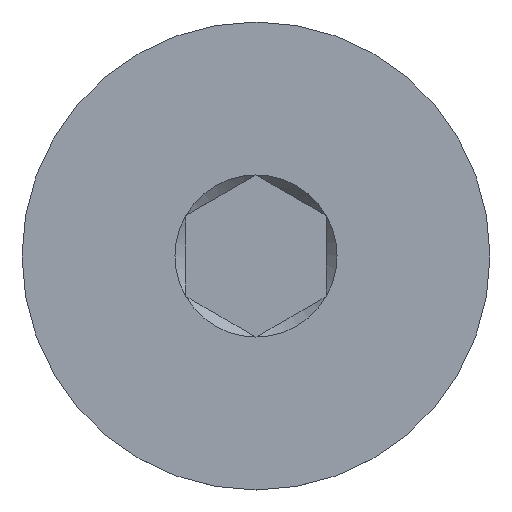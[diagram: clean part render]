
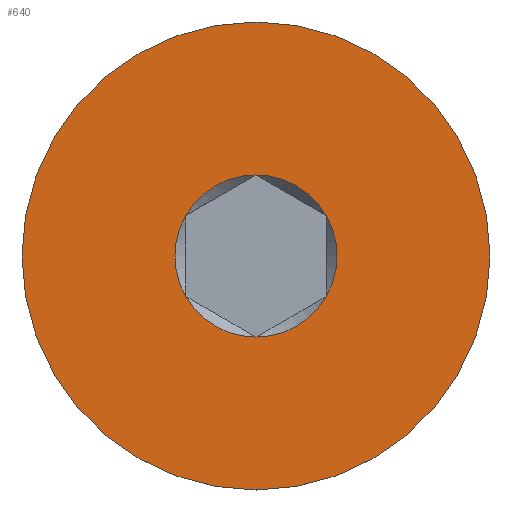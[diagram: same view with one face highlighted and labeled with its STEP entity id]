
A CAD part, top view. The second image highlights one B-rep face of the part: STEP entity #640.
In plain terms, the highlighted planar face has unit normal (0, 0, 1).
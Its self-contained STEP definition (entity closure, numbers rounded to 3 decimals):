
#17=FACE_BOUND('',#123,.T.);
#18=PLANE('',#712);
#83=FACE_OUTER_BOUND('',#122,.T.);
#122=EDGE_LOOP('',(#500,#501));
#123=EDGE_LOOP('',(#502,#503,#504,#505,#506,#507));
#148=CIRCLE('',#704,0.866);
#149=CIRCLE('',#706,2.5);
#150=CIRCLE('',#707,2.5);
#154=CIRCLE('',#713,0.866);
#155=CIRCLE('',#714,0.866);
#156=CIRCLE('',#715,0.866);
#157=CIRCLE('',#716,0.866);
#158=CIRCLE('',#717,0.866);
#287=VERTEX_POINT('',#2584);
#288=VERTEX_POINT('',#2585);
#289=VERTEX_POINT('',#2591);
#290=VERTEX_POINT('',#2592);
#296=VERTEX_POINT('',#2724);
#297=VERTEX_POINT('',#2726);
#298=VERTEX_POINT('',#2728);
#299=VERTEX_POINT('',#2730);
#368=EDGE_CURVE('',#287,#288,#148,.T.);
#369=EDGE_CURVE('',#289,#290,#149,.T.);
#370=EDGE_CURVE('',#290,#289,#150,.T.);
#379=EDGE_CURVE('',#288,#296,#154,.T.);
#380=EDGE_CURVE('',#296,#297,#155,.T.);
#381=EDGE_CURVE('',#297,#298,#156,.T.);
#382=EDGE_CURVE('',#298,#299,#157,.T.);
#383=EDGE_CURVE('',#299,#287,#158,.T.);
#500=ORIENTED_EDGE('',*,*,#369,.T.);
#501=ORIENTED_EDGE('',*,*,#370,.T.);
#502=ORIENTED_EDGE('',*,*,#379,.T.);
#503=ORIENTED_EDGE('',*,*,#380,.T.);
#504=ORIENTED_EDGE('',*,*,#381,.T.);
#505=ORIENTED_EDGE('',*,*,#382,.T.);
#506=ORIENTED_EDGE('',*,*,#383,.T.);
#507=ORIENTED_EDGE('',*,*,#368,.T.);
#640=ADVANCED_FACE('',(#83,#17),#18,.F.);
#704=AXIS2_PLACEMENT_3D('',#2589,#804,#805);
#706=AXIS2_PLACEMENT_3D('',#2593,#808,#809);
#707=AXIS2_PLACEMENT_3D('',#2594,#810,#811);
#712=AXIS2_PLACEMENT_3D('',#2723,#822,#823);
#713=AXIS2_PLACEMENT_3D('',#2725,#824,#825);
#714=AXIS2_PLACEMENT_3D('',#2727,#826,#827);
#715=AXIS2_PLACEMENT_3D('',#2729,#828,#829);
#716=AXIS2_PLACEMENT_3D('',#2731,#830,#831);
#717=AXIS2_PLACEMENT_3D('',#2732,#832,#833);
#804=DIRECTION('center_axis',(0.,0.,-1.));
#805=DIRECTION('ref_axis',(-1.,0.,0.));
#808=DIRECTION('center_axis',(0.,0.,1.));
#809=DIRECTION('ref_axis',(0.,-1.,0.));
#810=DIRECTION('center_axis',(0.,0.,1.));
#811=DIRECTION('ref_axis',(0.,-1.,0.));
#822=DIRECTION('center_axis',(0.,0.,-1.));
#823=DIRECTION('ref_axis',(0.,1.,0.));
#824=DIRECTION('center_axis',(0.,0.,-1.));
#825=DIRECTION('ref_axis',(-1.,0.,0.));
#826=DIRECTION('center_axis',(0.,0.,-1.));
#827=DIRECTION('ref_axis',(-1.,0.,0.));
#828=DIRECTION('center_axis',(0.,0.,-1.));
#829=DIRECTION('ref_axis',(-1.,0.,0.));
#830=DIRECTION('center_axis',(0.,0.,-1.));
#831=DIRECTION('ref_axis',(-1.,0.,0.));
#832=DIRECTION('center_axis',(0.,0.,-1.));
#833=DIRECTION('ref_axis',(-1.,0.,0.));
#2584=CARTESIAN_POINT('',(-0.75,-0.433,2.5));
#2585=CARTESIAN_POINT('',(-0.75,0.433,2.5));
#2589=CARTESIAN_POINT('Origin',(0.,0.,2.5));
#2591=CARTESIAN_POINT('',(0.,-2.5,2.5));
#2592=CARTESIAN_POINT('',(0.,2.5,2.5));
#2593=CARTESIAN_POINT('Origin',(0.,0.,2.5));
#2594=CARTESIAN_POINT('Origin',(0.,0.,2.5));
#2723=CARTESIAN_POINT('Origin',(0.,0.,
2.5));
#2724=CARTESIAN_POINT('',(0.,0.866,2.5));
#2725=CARTESIAN_POINT('Origin',(0.,0.,2.5));
#2726=CARTESIAN_POINT('',(0.75,0.433,2.5));
#2727=CARTESIAN_POINT('Origin',(0.,0.,2.5));
#2728=CARTESIAN_POINT('',(0.75,-0.433,2.5));
#2729=CARTESIAN_POINT('Origin',(0.,0.,2.5));
#2730=CARTESIAN_POINT('',(0.,-0.866,2.5));
#2731=CARTESIAN_POINT('Origin',(0.,0.,2.5));
#2732=CARTESIAN_POINT('Origin',(0.,0.,2.5));
